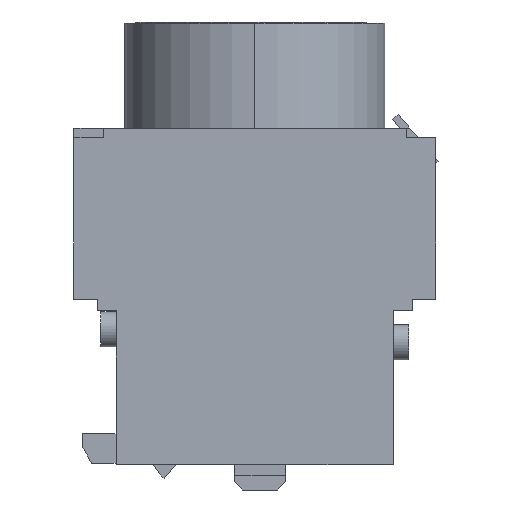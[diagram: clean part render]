
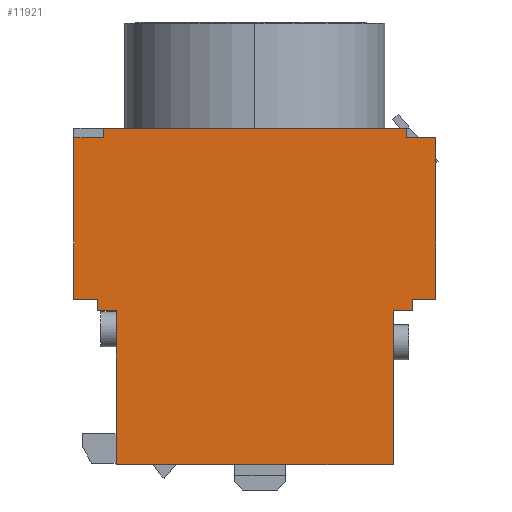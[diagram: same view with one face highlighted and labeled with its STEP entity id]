
A CAD part, left-side view. The second image highlights one B-rep face of the part: STEP entity #11921.
In plain terms, the highlighted planar face has unit normal (-1, 0, 0).
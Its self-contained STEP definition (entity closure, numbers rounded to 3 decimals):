
#387=DIRECTION('',(0.,-1.,0.));
#388=VECTOR('',#387,39.4);
#389=CARTESIAN_POINT('',(0.,43.2,44.15));
#390=LINE('',#389,#388);
#952=DIRECTION('',(0.,0.,-1.));
#953=VECTOR('',#952,1.5);
#954=CARTESIAN_POINT('',(0.,44.,21.95));
#955=LINE('',#954,#953);
#959=DIRECTION('',(0.,-1.,0.));
#960=VECTOR('',#959,36.);
#961=CARTESIAN_POINT('',(0.,41.5,0.45));
#962=LINE('',#961,#960);
#966=DIRECTION('',(0.,0.,1.));
#967=VECTOR('',#966,20.);
#968=CARTESIAN_POINT('',(0.,41.5,0.45));
#969=LINE('',#968,#967);
#973=DIRECTION('',(0.,-1.,0.));
#974=VECTOR('',#973,3.);
#975=CARTESIAN_POINT('',(0.,47.,21.95));
#976=LINE('',#975,#974);
#980=DIRECTION('',(0.,0.,1.));
#981=VECTOR('',#980,21.);
#982=CARTESIAN_POINT('',(0.,47.,21.95));
#983=LINE('',#982,#981);
#987=DIRECTION('',(0.,-1.,0.));
#988=VECTOR('',#987,3.8);
#989=CARTESIAN_POINT('',(0.,47.,42.95));
#990=LINE('',#989,#988);
#994=DIRECTION('',(0.,0.,-1.));
#995=VECTOR('',#994,1.2);
#996=CARTESIAN_POINT('',(0.,43.2,44.15));
#997=LINE('',#996,#995);
#1001=DIRECTION('',(0.,0.,-1.));
#1002=VECTOR('',#1001,1.2);
#1003=CARTESIAN_POINT('',(0.,3.8,44.15));
#1004=LINE('',#1003,#1002);
#1008=DIRECTION('',(0.,1.,0.));
#1009=VECTOR('',#1008,3.8);
#1010=CARTESIAN_POINT('',(0.,0.,42.95));
#1011=LINE('',#1010,#1009);
#1015=DIRECTION('',(0.,1.,0.));
#1016=VECTOR('',#1015,3.);
#1017=CARTESIAN_POINT('',(0.,0.,21.95));
#1018=LINE('',#1017,#1016);
#1022=DIRECTION('',(0.,0.,1.));
#1023=VECTOR('',#1022,20.);
#1024=CARTESIAN_POINT('',(0.,5.5,0.45));
#1025=LINE('',#1024,#1023);
#5047=DIRECTION('',(0.,-1.,0.));
#5048=VECTOR('',#5047,2.5);
#5049=CARTESIAN_POINT('',(0.,5.5,20.45));
#5050=LINE('',#5049,#5048);
#5089=DIRECTION('',(0.,0.,-1.));
#5090=VECTOR('',#5089,1.5);
#5091=CARTESIAN_POINT('',(0.,3.,21.95));
#5092=LINE('',#5091,#5090);
#5264=DIRECTION('',(0.,0.,1.));
#5265=VECTOR('',#5264,21.);
#5266=CARTESIAN_POINT('',(0.,0.,21.95));
#5267=LINE('',#5266,#5265);
#8184=DIRECTION('',(0.,1.,0.));
#8185=VECTOR('',#8184,2.5);
#8186=CARTESIAN_POINT('',(0.,41.5,20.45));
#8187=LINE('',#8186,#8185);
#9601=CARTESIAN_POINT('',(0.,47.,21.95));
#9603=VERTEX_POINT('',#9601);
#9624=CARTESIAN_POINT('',(0.,0.,21.95));
#9626=VERTEX_POINT('',#9624);
#9749=CARTESIAN_POINT('',(0.,47.,42.95));
#9751=VERTEX_POINT('',#9749);
#9752=CARTESIAN_POINT('',(0.,43.2,42.95));
#9753=VERTEX_POINT('',#9752);
#9754=CARTESIAN_POINT('',(0.,43.2,44.15));
#9755=VERTEX_POINT('',#9754);
#9776=CARTESIAN_POINT('',(0.,0.,42.95));
#9778=VERTEX_POINT('',#9776);
#9796=CARTESIAN_POINT('',(0.,3.8,42.95));
#9797=VERTEX_POINT('',#9796);
#9798=CARTESIAN_POINT('',(0.,3.8,44.15));
#9799=VERTEX_POINT('',#9798);
#10788=CARTESIAN_POINT('',(0.,44.,20.45));
#10790=VERTEX_POINT('',#10788);
#10804=CARTESIAN_POINT('',(0.,44.,21.95));
#10806=VERTEX_POINT('',#10804);
#10821=CARTESIAN_POINT('',(0.,41.5,20.45));
#10823=VERTEX_POINT('',#10821);
#10828=CARTESIAN_POINT('',(0.,3.,20.45));
#10830=VERTEX_POINT('',#10828);
#10854=CARTESIAN_POINT('',(0.,5.5,20.45));
#10855=VERTEX_POINT('',#10854);
#10858=CARTESIAN_POINT('',(0.,3.,21.95));
#10859=VERTEX_POINT('',#10858);
#11115=CARTESIAN_POINT('',(0.,41.5,0.45));
#11116=CARTESIAN_POINT('',(0.,5.5,0.45));
#11117=VERTEX_POINT('',#11115);
#11118=VERTEX_POINT('',#11116);
#11886=CARTESIAN_POINT('',(0.,47.,0.));
#11887=DIRECTION('',(-1.,0.,0.));
#11888=DIRECTION('',(0.,-1.,0.));
#11889=AXIS2_PLACEMENT_3D('',#11886,#11887,#11888);
#11890=PLANE('',#11889);
#11892=ORIENTED_EDGE('',*,*,#11891,.F.);
#11894=ORIENTED_EDGE('',*,*,#11893,.T.);
#11896=ORIENTED_EDGE('',*,*,#11895,.T.);
#11897=ORIENTED_EDGE('',*,*,#11875,.F.);
#11898=ORIENTED_EDGE('',*,*,#11819,.F.);
#11900=ORIENTED_EDGE('',*,*,#11899,.T.);
#11902=ORIENTED_EDGE('',*,*,#11901,.T.);
#11903=ORIENTED_EDGE('',*,*,#11750,.F.);
#11904=ORIENTED_EDGE('',*,*,#11388,.T.);
#11906=ORIENTED_EDGE('',*,*,#11905,.T.);
#11908=ORIENTED_EDGE('',*,*,#11907,.F.);
#11910=ORIENTED_EDGE('',*,*,#11909,.F.);
#11912=ORIENTED_EDGE('',*,*,#11911,.T.);
#11914=ORIENTED_EDGE('',*,*,#11913,.T.);
#11916=ORIENTED_EDGE('',*,*,#11915,.F.);
#11918=ORIENTED_EDGE('',*,*,#11917,.F.);
#11919=EDGE_LOOP('',(#11892,#11894,#11896,#11897,#11898,#11900,#11902,#11903,
#11904,#11906,#11908,#11910,#11912,#11914,#11916,#11918));
#11920=FACE_OUTER_BOUND('',#11919,.F.);
#11388=EDGE_CURVE('',#9755,#9799,#390,.T.);
#11750=EDGE_CURVE('',#9755,#9753,#997,.T.);
#11819=EDGE_CURVE('',#9603,#10806,#976,.T.);
#11875=EDGE_CURVE('',#10806,#10790,#955,.T.);
#11891=EDGE_CURVE('',#11117,#11118,#962,.T.);
#11893=EDGE_CURVE('',#11117,#10823,#969,.T.);
#11895=EDGE_CURVE('',#10823,#10790,#8187,.T.);
#11899=EDGE_CURVE('',#9603,#9751,#983,.T.);
#11901=EDGE_CURVE('',#9751,#9753,#990,.T.);
#11905=EDGE_CURVE('',#9799,#9797,#1004,.T.);
#11907=EDGE_CURVE('',#9778,#9797,#1011,.T.);
#11909=EDGE_CURVE('',#9626,#9778,#5267,.T.);
#11911=EDGE_CURVE('',#9626,#10859,#1018,.T.);
#11913=EDGE_CURVE('',#10859,#10830,#5092,.T.);
#11915=EDGE_CURVE('',#10855,#10830,#5050,.T.);
#11917=EDGE_CURVE('',#11118,#10855,#1025,.T.);
#11921=ADVANCED_FACE('',(#11920),#11890,.T.);
